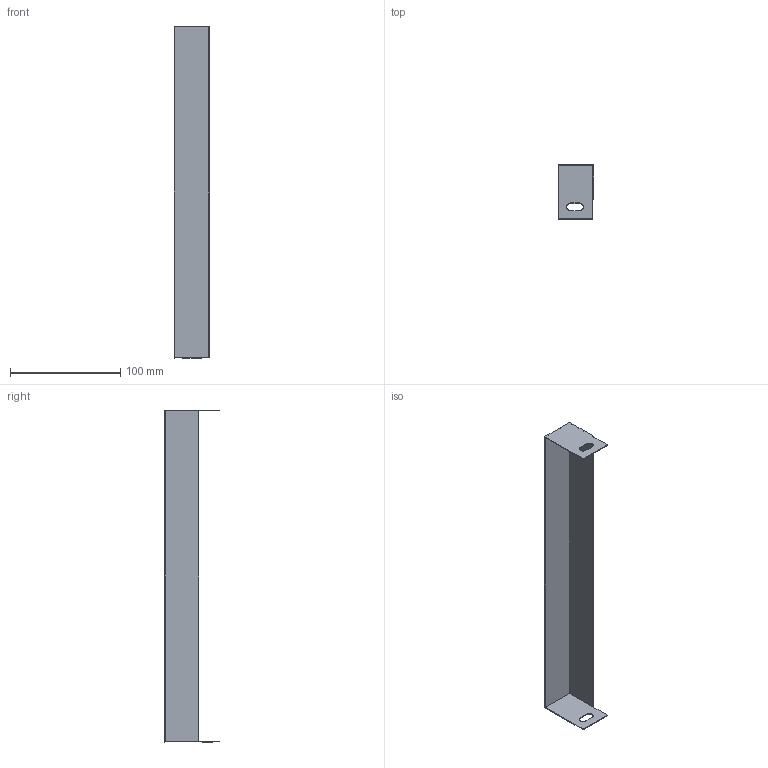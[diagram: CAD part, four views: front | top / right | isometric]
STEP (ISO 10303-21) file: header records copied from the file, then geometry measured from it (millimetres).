
FILE_DESCRIPTION (( 'STEP AP203' ), '1' );
FILE_NAME ('CLP1H-050-080-300 Ïåðåõîäíèê ïî âûñîòå 50õ80B300.STEP', '2016-03-17T11:38:41', ( '' ), ( '' ), 'SwSTEP 2.0', 'SolidWorks 2014', '' );
FILE_SCHEMA (( 'CONFIG_CONTROL_DESIGN' ));
Length unit declared in the file: millimetre
Products named in the file (1): CLP1H-050-080-300 Ïåðåõîäíèê ïî âûñîòå 50õ80B300
Bounding box: 31.8 x 49.1 x 301.6 mm (x, y, z)
Volume: 17155.6 mm3; surface area: 43589.8 mm2
Topology: 1 solids, 1 shells, 22 faces, 58 edges, 38 vertices
Faces by surface type: plane 18, cylinder 4
Entity records: 759 total; most frequent: CARTESIAN_POINT 119, ORIENTED_EDGE 116, DIRECTION 112, EDGE_CURVE 58, VECTOR 50, LINE 50, VERTEX_POINT 38, AXIS2_PLACEMENT_3D 31
